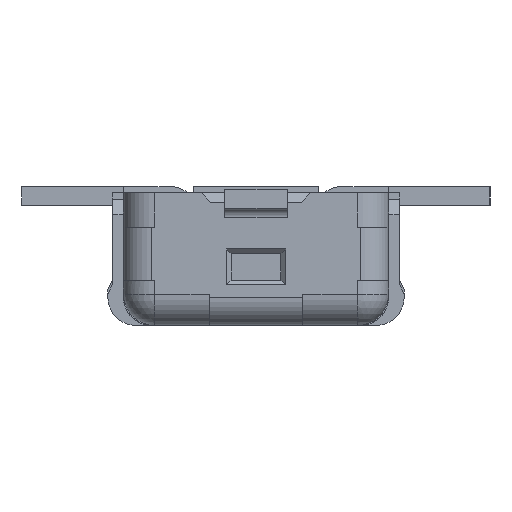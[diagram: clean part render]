
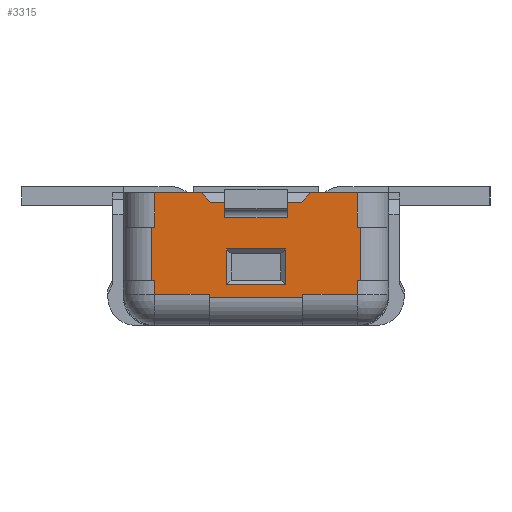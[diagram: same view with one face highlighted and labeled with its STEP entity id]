
A CAD part, left-side view. The second image highlights one B-rep face of the part: STEP entity #3315.
In plain terms, the highlighted face is planar.
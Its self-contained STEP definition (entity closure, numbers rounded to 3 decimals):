
#46=DIRECTION('',(0.,0.,1.));
#47=VECTOR('',#46,0.045);
#48=CARTESIAN_POINT('',(1.79,3.205,2.355));
#49=LINE('',#48,#47);
#64=DIRECTION('',(0.,0.,1.));
#65=VECTOR('',#64,0.05);
#66=CARTESIAN_POINT('',(1.79,2.98,2.6));
#67=LINE('',#66,#65);
#68=DIRECTION('',(0.,0.707,0.707));
#69=VECTOR('',#68,0.042);
#70=CARTESIAN_POINT('',(1.79,3.025,2.65));
#71=LINE('',#70,#69);
#72=DIRECTION('',(0.,1.,0.));
#73=VECTOR('',#72,0.01);
#74=CARTESIAN_POINT('',(1.79,3.205,2.57));
#75=LINE('',#74,#73);
#76=DIRECTION('',(0.,-1.,0.));
#77=VECTOR('',#76,0.01);
#78=CARTESIAN_POINT('',(1.79,3.215,2.4));
#79=LINE('',#78,#77);
#80=DIRECTION('',(0.,0.,-1.));
#81=VECTOR('',#80,0.01);
#82=CARTESIAN_POINT('',(1.79,3.03,2.355));
#83=LINE('',#82,#81);
#84=DIRECTION('',(0.,0.,1.));
#85=VECTOR('',#84,0.01);
#86=CARTESIAN_POINT('',(1.79,2.73,2.345));
#87=LINE('',#86,#85);
#88=DIRECTION('',(0.,-1.,0.));
#89=VECTOR('',#88,0.01);
#90=CARTESIAN_POINT('',(1.79,2.555,2.4));
#91=LINE('',#90,#89);
#92=DIRECTION('',(0.,1.,0.));
#93=VECTOR('',#92,0.01);
#94=CARTESIAN_POINT('',(1.79,2.545,2.57));
#95=LINE('',#94,#93);
#96=DIRECTION('',(0.,0.707,-0.707));
#97=VECTOR('',#96,0.042);
#98=CARTESIAN_POINT('',(1.79,2.705,2.68));
#99=LINE('',#98,#97);
#100=DIRECTION('',(0.,1.,0.));
#101=VECTOR('',#100,0.045);
#102=CARTESIAN_POINT('',(1.79,2.735,2.65));
#103=LINE('',#102,#101);
#104=DIRECTION('',(0.,0.,-1.));
#105=VECTOR('',#104,0.115);
#106=CARTESIAN_POINT('',(1.79,2.785,2.5));
#107=LINE('',#106,#105);
#108=DIRECTION('',(0.,1.,0.));
#109=VECTOR('',#108,0.19);
#110=CARTESIAN_POINT('',(1.79,2.785,2.385));
#111=LINE('',#110,#109);
#112=DIRECTION('',(0.,0.,1.));
#113=VECTOR('',#112,0.115);
#114=CARTESIAN_POINT('',(1.79,2.975,2.385));
#115=LINE('',#114,#113);
#116=DIRECTION('',(0.,-1.,0.));
#117=VECTOR('',#116,0.19);
#118=CARTESIAN_POINT('',(1.79,2.975,2.5));
#119=LINE('',#118,#117);
#124=DIRECTION('',(0.,-1.,0.));
#125=VECTOR('',#124,0.2);
#126=CARTESIAN_POINT('',(1.79,2.98,2.6));
#127=LINE('',#126,#125);
#128=DIRECTION('',(0.,0.,1.));
#129=VECTOR('',#128,0.05);
#130=CARTESIAN_POINT('',(1.79,2.78,2.6));
#131=LINE('',#130,#129);
#170=DIRECTION('',(0.,-1.,0.));
#171=VECTOR('',#170,0.045);
#172=CARTESIAN_POINT('',(1.79,3.025,2.65));
#173=LINE('',#172,#171);
#195=DIRECTION('',(0.,-1.,0.));
#196=VECTOR('',#195,0.15);
#197=CARTESIAN_POINT('',(1.79,3.205,2.68));
#198=LINE('',#197,#196);
#211=DIRECTION('',(0.,-1.,0.));
#212=VECTOR('',#211,0.15);
#213=CARTESIAN_POINT('',(1.79,2.705,2.68));
#214=LINE('',#213,#212);
#890=DIRECTION('',(0.,0.,1.));
#891=VECTOR('',#890,0.11);
#892=CARTESIAN_POINT('',(1.79,3.205,2.57));
#893=LINE('',#892,#891);
#902=DIRECTION('',(0.,0.,1.));
#903=VECTOR('',#902,0.17);
#904=CARTESIAN_POINT('',(1.79,3.215,2.4));
#905=LINE('',#904,#903);
#2192=DIRECTION('',(0.,1.,0.));
#2193=VECTOR('',#2192,0.175);
#2194=CARTESIAN_POINT('',(1.79,3.03,2.355));
#2195=LINE('',#2194,#2193);
#2214=DIRECTION('',(0.,1.,0.));
#2215=VECTOR('',#2214,0.3);
#2216=CARTESIAN_POINT('',(1.79,2.73,2.345));
#2217=LINE('',#2216,#2215);
#2236=DIRECTION('',(0.,1.,0.));
#2237=VECTOR('',#2236,0.175);
#2238=CARTESIAN_POINT('',(1.79,2.555,2.355));
#2239=LINE('',#2238,#2237);
#2285=DIRECTION('',(0.,0.,-1.));
#2286=VECTOR('',#2285,0.045);
#2287=CARTESIAN_POINT('',(1.79,2.555,2.4));
#2288=LINE('',#2287,#2286);
#2318=DIRECTION('',(0.,0.,-1.));
#2319=VECTOR('',#2318,0.17);
#2320=CARTESIAN_POINT('',(1.79,2.545,2.57));
#2321=LINE('',#2320,#2319);
#2340=DIRECTION('',(0.,0.,-1.));
#2341=VECTOR('',#2340,0.11);
#2342=CARTESIAN_POINT('',(1.79,2.555,2.68));
#2343=LINE('',#2342,#2341);
#2632=CARTESIAN_POINT('',(1.79,3.205,2.57));
#2633=VERTEX_POINT('',#2632);
#2634=CARTESIAN_POINT('',(1.79,3.215,2.57));
#2635=VERTEX_POINT('',#2634);
#2664=CARTESIAN_POINT('',(1.79,3.205,2.68));
#2665=VERTEX_POINT('',#2664);
#2666=CARTESIAN_POINT('',(1.79,3.055,2.68));
#2667=VERTEX_POINT('',#2666);
#2672=CARTESIAN_POINT('',(1.79,2.705,2.68));
#2673=VERTEX_POINT('',#2672);
#2674=CARTESIAN_POINT('',(1.79,2.555,2.68));
#2675=VERTEX_POINT('',#2674);
#2922=CARTESIAN_POINT('',(1.79,3.205,2.355));
#2923=VERTEX_POINT('',#2922);
#2925=CARTESIAN_POINT('',(1.79,3.205,2.4));
#2927=VERTEX_POINT('',#2925);
#2928=CARTESIAN_POINT('',(1.79,3.215,2.4));
#2929=VERTEX_POINT('',#2928);
#2930=CARTESIAN_POINT('',(1.79,2.98,2.6));
#2931=CARTESIAN_POINT('',(1.79,2.78,2.6));
#2932=VERTEX_POINT('',#2930);
#2933=VERTEX_POINT('',#2931);
#2934=CARTESIAN_POINT('',(1.79,2.98,2.65));
#2935=VERTEX_POINT('',#2934);
#2936=CARTESIAN_POINT('',(1.79,3.025,2.65));
#2937=VERTEX_POINT('',#2936);
#2938=CARTESIAN_POINT('',(1.79,3.03,2.355));
#2939=VERTEX_POINT('',#2938);
#2940=CARTESIAN_POINT('',(1.79,3.03,2.345));
#2941=VERTEX_POINT('',#2940);
#2942=CARTESIAN_POINT('',(1.79,2.73,2.345));
#2943=VERTEX_POINT('',#2942);
#2944=CARTESIAN_POINT('',(1.79,2.73,2.355));
#2945=VERTEX_POINT('',#2944);
#2946=CARTESIAN_POINT('',(1.79,2.555,2.355));
#2947=VERTEX_POINT('',#2946);
#2948=CARTESIAN_POINT('',(1.79,2.555,2.4));
#2949=VERTEX_POINT('',#2948);
#2950=CARTESIAN_POINT('',(1.79,2.545,2.4));
#2951=VERTEX_POINT('',#2950);
#2952=CARTESIAN_POINT('',(1.79,2.545,2.57));
#2953=VERTEX_POINT('',#2952);
#2954=CARTESIAN_POINT('',(1.79,2.555,2.57));
#2955=VERTEX_POINT('',#2954);
#2956=CARTESIAN_POINT('',(1.79,2.735,2.65));
#2957=VERTEX_POINT('',#2956);
#2958=CARTESIAN_POINT('',(1.79,2.78,2.65));
#2959=VERTEX_POINT('',#2958);
#2960=CARTESIAN_POINT('',(1.79,2.785,2.5));
#2961=CARTESIAN_POINT('',(1.79,2.785,2.385));
#2962=VERTEX_POINT('',#2960);
#2963=VERTEX_POINT('',#2961);
#2964=CARTESIAN_POINT('',(1.79,2.975,2.385));
#2965=VERTEX_POINT('',#2964);
#2966=CARTESIAN_POINT('',(1.79,2.975,2.5));
#2967=VERTEX_POINT('',#2966);
#3252=CARTESIAN_POINT('',(1.79,2.667,2.625));
#3253=DIRECTION('',(1.,0.,0.));
#3254=DIRECTION('',(0.,1.,0.));
#3255=AXIS2_PLACEMENT_3D('',#3252,#3253,#3254);
#3256=PLANE('',#3255);
#3258=ORIENTED_EDGE('',*,*,#3257,.F.);
#3260=ORIENTED_EDGE('',*,*,#3259,.T.);
#3262=ORIENTED_EDGE('',*,*,#3261,.F.);
#3264=ORIENTED_EDGE('',*,*,#3263,.T.);
#3266=ORIENTED_EDGE('',*,*,#3265,.F.);
#3268=ORIENTED_EDGE('',*,*,#3267,.F.);
#3270=ORIENTED_EDGE('',*,*,#3269,.T.);
#3272=ORIENTED_EDGE('',*,*,#3271,.F.);
#3273=ORIENTED_EDGE('',*,*,#3236,.T.);
#3274=ORIENTED_EDGE('',*,*,#3218,.F.);
#3276=ORIENTED_EDGE('',*,*,#3275,.F.);
#3278=ORIENTED_EDGE('',*,*,#3277,.T.);
#3280=ORIENTED_EDGE('',*,*,#3279,.F.);
#3282=ORIENTED_EDGE('',*,*,#3281,.T.);
#3284=ORIENTED_EDGE('',*,*,#3283,.F.);
#3286=ORIENTED_EDGE('',*,*,#3285,.F.);
#3288=ORIENTED_EDGE('',*,*,#3287,.T.);
#3290=ORIENTED_EDGE('',*,*,#3289,.F.);
#3292=ORIENTED_EDGE('',*,*,#3291,.T.);
#3294=ORIENTED_EDGE('',*,*,#3293,.F.);
#3296=ORIENTED_EDGE('',*,*,#3295,.F.);
#3298=ORIENTED_EDGE('',*,*,#3297,.T.);
#3300=ORIENTED_EDGE('',*,*,#3299,.T.);
#3302=ORIENTED_EDGE('',*,*,#3301,.F.);
#3303=EDGE_LOOP('',(#3258,#3260,#3262,#3264,#3266,#3268,#3270,#3272,#3273,#3274,
#3276,#3278,#3280,#3282,#3284,#3286,#3288,#3290,#3292,#3294,#3296,#3298,#3300,
#3302));
#3304=FACE_OUTER_BOUND('',#3303,.F.);
#3306=ORIENTED_EDGE('',*,*,#3305,.T.);
#3308=ORIENTED_EDGE('',*,*,#3307,.T.);
#3310=ORIENTED_EDGE('',*,*,#3309,.T.);
#3312=ORIENTED_EDGE('',*,*,#3311,.T.);
#3313=EDGE_LOOP('',(#3306,#3308,#3310,#3312));
#3314=FACE_BOUND('',#3313,.F.);
#3218=EDGE_CURVE('',#2923,#2927,#49,.T.);
#3236=EDGE_CURVE('',#2929,#2927,#79,.T.);
#3257=EDGE_CURVE('',#2932,#2933,#127,.T.);
#3259=EDGE_CURVE('',#2932,#2935,#67,.T.);
#3261=EDGE_CURVE('',#2937,#2935,#173,.T.);
#3263=EDGE_CURVE('',#2937,#2667,#71,.T.);
#3265=EDGE_CURVE('',#2665,#2667,#198,.T.);
#3267=EDGE_CURVE('',#2633,#2665,#893,.T.);
#3269=EDGE_CURVE('',#2633,#2635,#75,.T.);
#3271=EDGE_CURVE('',#2929,#2635,#905,.T.);
#3275=EDGE_CURVE('',#2939,#2923,#2195,.T.);
#3277=EDGE_CURVE('',#2939,#2941,#83,.T.);
#3279=EDGE_CURVE('',#2943,#2941,#2217,.T.);
#3281=EDGE_CURVE('',#2943,#2945,#87,.T.);
#3283=EDGE_CURVE('',#2947,#2945,#2239,.T.);
#3285=EDGE_CURVE('',#2949,#2947,#2288,.T.);
#3287=EDGE_CURVE('',#2949,#2951,#91,.T.);
#3289=EDGE_CURVE('',#2953,#2951,#2321,.T.);
#3291=EDGE_CURVE('',#2953,#2955,#95,.T.);
#3293=EDGE_CURVE('',#2675,#2955,#2343,.T.);
#3295=EDGE_CURVE('',#2673,#2675,#214,.T.);
#3297=EDGE_CURVE('',#2673,#2957,#99,.T.);
#3299=EDGE_CURVE('',#2957,#2959,#103,.T.);
#3301=EDGE_CURVE('',#2933,#2959,#131,.T.);
#3305=EDGE_CURVE('',#2962,#2963,#107,.T.);
#3307=EDGE_CURVE('',#2963,#2965,#111,.T.);
#3309=EDGE_CURVE('',#2965,#2967,#115,.T.);
#3311=EDGE_CURVE('',#2967,#2962,#119,.T.);
#3315=ADVANCED_FACE('',(#3304,#3314),#3256,.T.);
